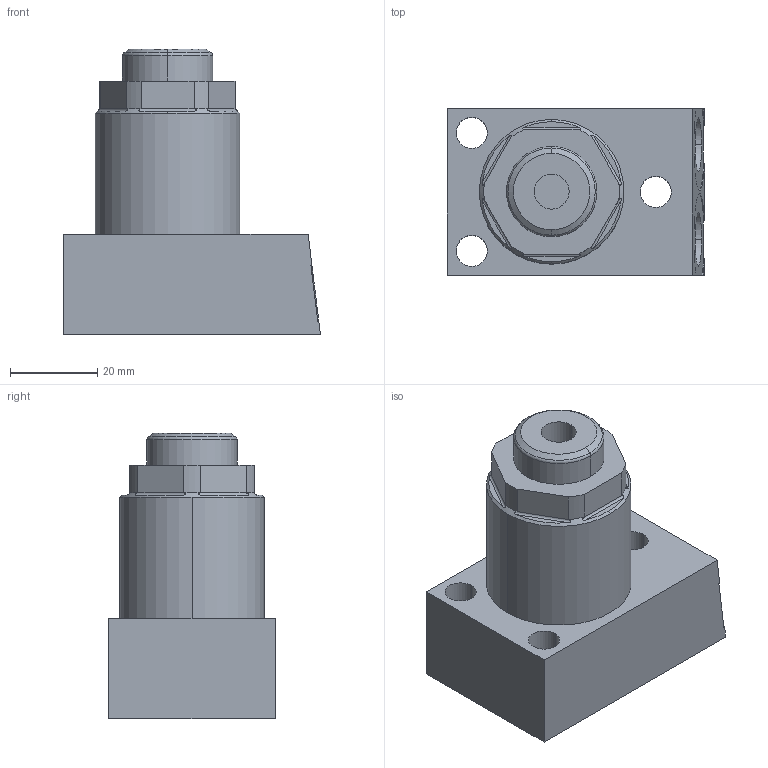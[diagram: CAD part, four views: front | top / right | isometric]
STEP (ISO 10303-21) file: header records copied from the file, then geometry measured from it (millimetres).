
FILE_DESCRIPTION((''),'2;1');
FILE_NAME('ILC10060907','2009-01-12T',('jdw'),(''),'PRO/ENGINEER BY PARAMETRIC TECHNOLOGY CORPORATION, 2007460','PRO/ENGINEER BY PARAMETRIC TECHNOLOGY CORPORATION, 2007460','');
FILE_SCHEMA(('AUTOMOTIVE_DESIGN_CC2 { 1 2 10303 214 -1 1 5 2 }'));
Length unit declared in the file: inch
Products named in the file (1): ILC10060907
Bounding box: 58.75 x 38.1 x 65.35 mm (x, y, z)
Volume: 75304.4 mm3; surface area: 15322.2 mm2
Topology: 1 solids, 1 shells, 73 faces, 174 edges, 108 vertices
Faces by surface type: cylinder 32, plane 27, cone 12, torus 2
Entity records: 2442 total; most frequent: CARTESIAN_POINT 546, DIRECTION 380, ORIENTED_EDGE 348, EDGE_CURVE 174, AXIS2_PLACEMENT_3D 149, VERTEX_POINT 108, COLOUR_RGB 107, EDGE_LOOP 84
